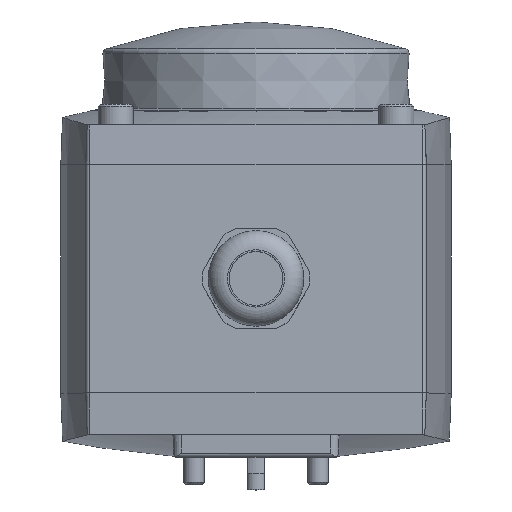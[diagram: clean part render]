
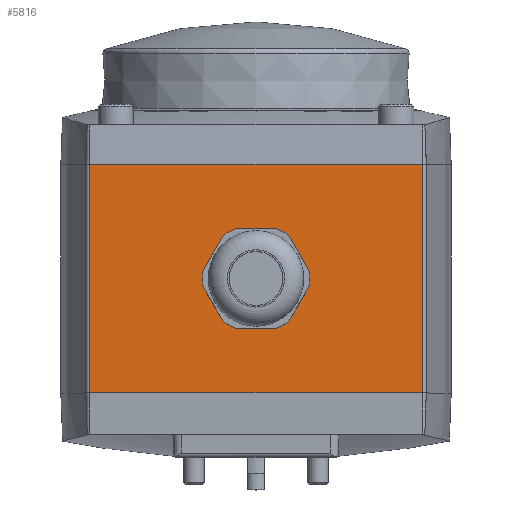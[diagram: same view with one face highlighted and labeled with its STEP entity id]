
A CAD part, top view. The second image highlights one B-rep face of the part: STEP entity #5816.
In plain terms, the highlighted face is planar.
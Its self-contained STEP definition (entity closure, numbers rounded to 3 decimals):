
#107=LINE('',#8347,#399);
#108=LINE('',#8350,#400);
#109=LINE('',#8352,#401);
#110=LINE('',#8354,#402);
#399=VECTOR('',#6836,1000.);
#400=VECTOR('',#6837,1000.);
#401=VECTOR('',#6838,1000.);
#402=VECTOR('',#6839,1000.);
#954=ORIENTED_EDGE('',*,*,#2140,.T.);
#955=ORIENTED_EDGE('',*,*,#2141,.T.);
#956=ORIENTED_EDGE('',*,*,#2142,.T.);
#957=ORIENTED_EDGE('',*,*,#2143,.T.);
#958=ORIENTED_EDGE('',*,*,#2144,.T.);
#2140=EDGE_CURVE('',#2727,#2727,#3084,.T.);
#2141=EDGE_CURVE('',#2728,#2729,#107,.T.);
#2142=EDGE_CURVE('',#2729,#2730,#108,.T.);
#2143=EDGE_CURVE('',#2730,#2731,#109,.T.);
#2144=EDGE_CURVE('',#2731,#2728,#110,.T.);
#2727=VERTEX_POINT('',#8346);
#2728=VERTEX_POINT('',#8348);
#2729=VERTEX_POINT('',#8349);
#2730=VERTEX_POINT('',#8351);
#2731=VERTEX_POINT('',#8353);
#3084=CIRCLE('',#6165,10.688);
#3326=EDGE_LOOP('',(#954));
#3327=EDGE_LOOP('',(#955,#956,#957,#958));
#3704=FACE_BOUND('',#3326,.T.);
#3705=FACE_BOUND('',#3327,.T.);
#4056=PLANE('',#6164);
#5816=ADVANCED_FACE('',(#3704,#3705),#4056,.F.);
#6164=AXIS2_PLACEMENT_3D('',#8344,#6832,#6833);
#6165=AXIS2_PLACEMENT_3D('',#8345,#6834,#6835);
#6832=DIRECTION('',(1.,0.,0.));
#6833=DIRECTION('',(0.,0.,-1.));
#6834=DIRECTION('',(1.,0.,0.));
#6835=DIRECTION('',(0.,0.,-1.));
#6836=DIRECTION('',(0.,1.,0.));
#6837=DIRECTION('',(0.,0.,-1.));
#6838=DIRECTION('',(0.,-1.,0.));
#6839=DIRECTION('',(0.,0.,1.));
#8344=CARTESIAN_POINT('',(-60.,27.5,-41.));
#8345=CARTESIAN_POINT('',(-60.,0.,0.));
#8346=CARTESIAN_POINT('',(-60.,0.,-10.688));
#8347=CARTESIAN_POINT('',(-60.,-27.5,40.));
#8348=CARTESIAN_POINT('',(-60.,-27.5,40.));
#8349=CARTESIAN_POINT('',(-60.,27.5,40.));
#8350=CARTESIAN_POINT('',(-60.,27.5,60.));
#8351=CARTESIAN_POINT('',(-60.,27.5,-40.));
#8352=CARTESIAN_POINT('',(-60.,27.5,-40.));
#8353=CARTESIAN_POINT('',(-60.,-27.5,-40.));
#8354=CARTESIAN_POINT('',(-60.,-27.5,-41.));
